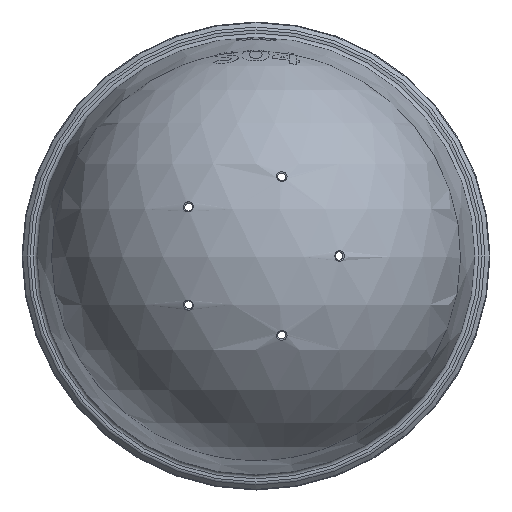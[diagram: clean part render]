
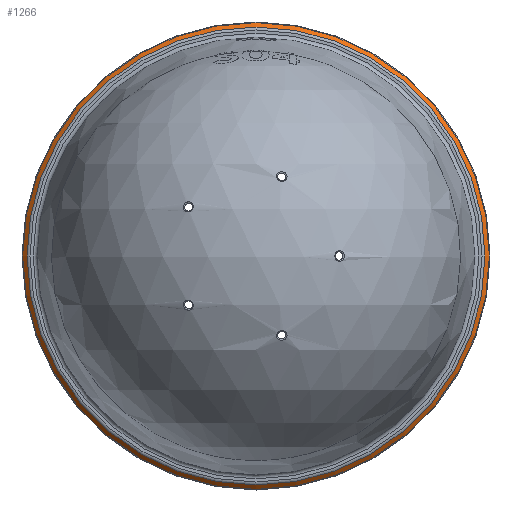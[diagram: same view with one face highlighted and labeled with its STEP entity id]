
A CAD part, front view. The second image highlights one B-rep face of the part: STEP entity #1266.
In plain terms, the highlighted conical face has half-angle 45 degrees and reference radius 54.5 mm.
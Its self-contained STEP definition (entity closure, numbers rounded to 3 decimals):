
#70 = EDGE_CURVE ( 'NONE', #1315, #1315, #104, .T. ) ;
#104 = CIRCLE ( 'NONE', #1347, 54.793 ) ;
#202 = DIRECTION ( 'NONE',  ( 0., 1., 0. ) ) ;
#209 = CARTESIAN_POINT ( 'NONE',  ( 0., -1.414, 0. ) ) ;
#353 = EDGE_CURVE ( 'NONE', #977, #977, #2055, .T. ) ;
#372 = DIRECTION ( 'NONE',  ( 0., 0., -1. ) ) ;
#709 = AXIS2_PLACEMENT_3D ( 'NONE', #787, #1766, #1925 ) ;
#729 = CARTESIAN_POINT ( 'NONE',  ( 0., -1.414, -54.793 ) ) ;
#787 = CARTESIAN_POINT ( 'NONE',  ( 0., -0.354, 0. ) ) ;
#821 = EDGE_LOOP ( 'NONE', ( #1451 ) ) ;
#977 = VERTEX_POINT ( 'NONE', #1240 ) ;
#1240 = CARTESIAN_POINT ( 'NONE',  ( 0., -0.354, 55.854 ) ) ;
#1266 = ADVANCED_FACE ( 'NONE', ( #2017, #1563 ), #1807, .T. ) ;
#1315 = VERTEX_POINT ( 'NONE', #729 ) ;
#1347 = AXIS2_PLACEMENT_3D ( 'NONE', #209, #202, #372 ) ;
#1381 = DIRECTION ( 'NONE',  ( 0., 0., 1. ) ) ;
#1389 = CARTESIAN_POINT ( 'NONE',  ( 0., -1.707, 0. ) ) ;
#1451 = ORIENTED_EDGE ( 'NONE', *, *, #70, .T. ) ;
#1497 = ORIENTED_EDGE ( 'NONE', *, *, #353, .F. ) ;
#1522 = DIRECTION ( 'NONE',  ( 0., 1., 0. ) ) ;
#1563 = FACE_OUTER_BOUND ( 'NONE', #1786, .T. ) ;
#1766 = DIRECTION ( 'NONE',  ( 0., 1., 0. ) ) ;
#1786 = EDGE_LOOP ( 'NONE', ( #1497 ) ) ;
#1807 = CONICAL_SURFACE ( 'NONE', #2095, 54.5, 0.785 ) ;
#1925 = DIRECTION ( 'NONE',  ( 0., 0., 1. ) ) ;
#2017 = FACE_BOUND ( 'NONE', #821, .T. ) ;
#2055 = CIRCLE ( 'NONE', #709, 55.854 ) ;
#2095 = AXIS2_PLACEMENT_3D ( 'NONE', #1389, #1522, #1381 ) ;
